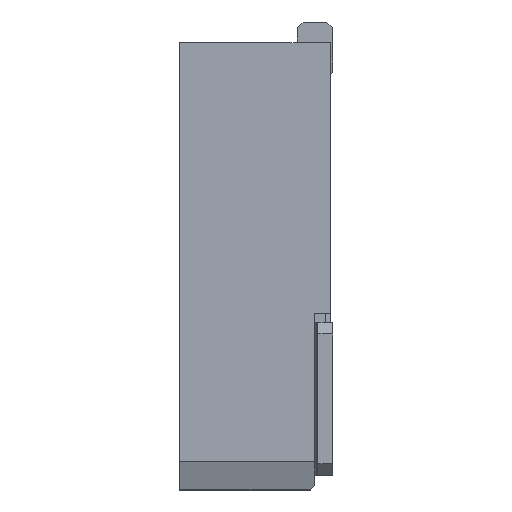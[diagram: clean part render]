
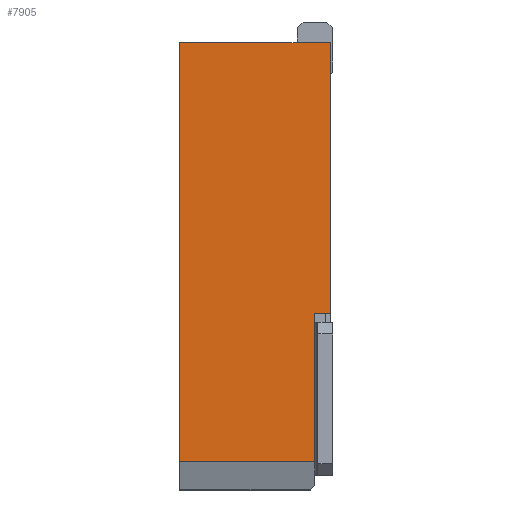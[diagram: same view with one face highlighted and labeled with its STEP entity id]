
A CAD part, left-side view. The second image highlights one B-rep face of the part: STEP entity #7905.
In plain terms, the highlighted planar face has unit normal (-1, 0, 0).
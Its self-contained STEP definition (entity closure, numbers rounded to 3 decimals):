
#27 = VECTOR ( 'NONE', #7011, 1000. ) ;
#80 = LINE ( 'NONE', #7498, #1700 ) ;
#222 = VERTEX_POINT ( 'NONE', #5425 ) ;
#393 = ORIENTED_EDGE ( 'NONE', *, *, #7741, .F. ) ;
#467 = DIRECTION ( 'NONE',  ( 0., 1., 0. ) ) ;
#623 = CARTESIAN_POINT ( 'NONE',  ( -5.975, 0.04, 0. ) ) ;
#734 = CARTESIAN_POINT ( 'NONE',  ( -5.975, 0.04, 0. ) ) ;
#750 = CARTESIAN_POINT ( 'NONE',  ( -5.975, 0.04, -3.319 ) ) ;
#785 = CARTESIAN_POINT ( 'NONE',  ( -5.975, 0.04, 3.8 ) ) ;
#792 = LINE ( 'NONE', #1723, #3450 ) ;
#967 = VECTOR ( 'NONE', #467, 1000. ) ;
#1093 = EDGE_CURVE ( 'NONE', #2285, #222, #80, .T. ) ;
#1204 = DIRECTION ( 'NONE',  ( 0., 0., 1. ) ) ;
#1239 = FACE_OUTER_BOUND ( 'NONE', #6381, .T. ) ;
#1700 = VECTOR ( 'NONE', #1204, 1000. ) ;
#1723 = CARTESIAN_POINT ( 'NONE',  ( -5.975, 0.3, 0. ) ) ;
#1728 = CARTESIAN_POINT ( 'NONE',  ( -5.975, 0.04, -0.8 ) ) ;
#1826 = ORIENTED_EDGE ( 'NONE', *, *, #6177, .F. ) ;
#1893 = CARTESIAN_POINT ( 'NONE',  ( -5.975, 0.3, -3.319 ) ) ;
#2014 = AXIS2_PLACEMENT_3D ( 'NONE', #623, #3099, #3192 ) ;
#2285 = VERTEX_POINT ( 'NONE', #7872 ) ;
#2483 = ORIENTED_EDGE ( 'NONE', *, *, #3220, .F. ) ;
#2569 = DIRECTION ( 'NONE',  ( 0., 0., -1. ) ) ;
#2772 = CARTESIAN_POINT ( 'NONE',  ( -5.975, 0.04, -0.8 ) ) ;
#3099 = DIRECTION ( 'NONE',  ( 1., 0., 0. ) ) ;
#3192 = DIRECTION ( 'NONE',  ( 0., 0., -1. ) ) ;
#3220 = EDGE_CURVE ( 'NONE', #7900, #2285, #6333, .T. ) ;
#3450 = VECTOR ( 'NONE', #5962, 1000. ) ;
#3563 = VECTOR ( 'NONE', #2569, 1000. ) ;
#3645 = CARTESIAN_POINT ( 'NONE',  ( -5.975, 0.3, -0.8 ) ) ;
#4385 = EDGE_CURVE ( 'NONE', #222, #7024, #4607, .T. ) ;
#4465 = VERTEX_POINT ( 'NONE', #2772 ) ;
#4607 = LINE ( 'NONE', #6597, #4834 ) ;
#4834 = VECTOR ( 'NONE', #7208, 1000. ) ;
#5392 = LINE ( 'NONE', #1728, #967 ) ;
#5425 = CARTESIAN_POINT ( 'NONE',  ( -5.975, 2.6, 3.8 ) ) ;
#5554 = VERTEX_POINT ( 'NONE', #3645 ) ;
#5962 = DIRECTION ( 'NONE',  ( 0., 0., -1. ) ) ;
#6017 = ORIENTED_EDGE ( 'NONE', *, *, #1093, .F. ) ;
#6177 = EDGE_CURVE ( 'NONE', #7024, #4465, #7513, .T. ) ;
#6203 = PLANE ( 'NONE',  #2014 ) ;
#6333 = LINE ( 'NONE', #750, #27 ) ;
#6381 = EDGE_LOOP ( 'NONE', ( #2483, #6552, #393, #1826, #6825, #6017 ) ) ;
#6552 = ORIENTED_EDGE ( 'NONE', *, *, #7425, .F. ) ;
#6597 = CARTESIAN_POINT ( 'NONE',  ( -5.975, 0.04, 3.8 ) ) ;
#6825 = ORIENTED_EDGE ( 'NONE', *, *, #4385, .F. ) ;
#7011 = DIRECTION ( 'NONE',  ( 0., 1., 0. ) ) ;
#7024 = VERTEX_POINT ( 'NONE', #785 ) ;
#7208 = DIRECTION ( 'NONE',  ( 0., -1., 0. ) ) ;
#7425 = EDGE_CURVE ( 'NONE', #5554, #7900, #792, .T. ) ;
#7498 = CARTESIAN_POINT ( 'NONE',  ( -5.975, 2.6, 0. ) ) ;
#7513 = LINE ( 'NONE', #734, #3563 ) ;
#7741 = EDGE_CURVE ( 'NONE', #4465, #5554, #5392, .T. ) ;
#7872 = CARTESIAN_POINT ( 'NONE',  ( -5.975, 2.6, -3.319 ) ) ;
#7900 = VERTEX_POINT ( 'NONE', #1893 ) ;
#7905 = ADVANCED_FACE ( 'NONE', ( #1239 ), #6203, .F. ) ;
